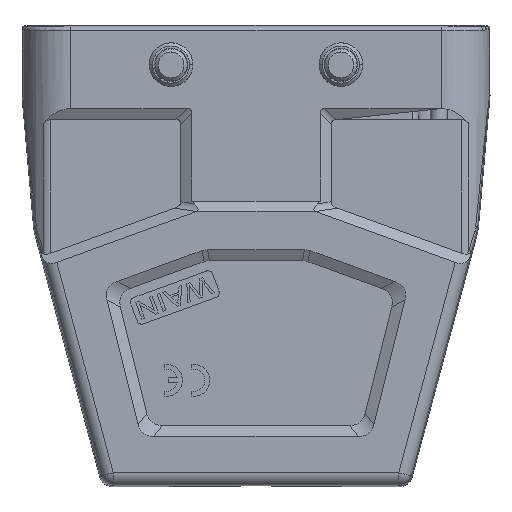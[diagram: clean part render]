
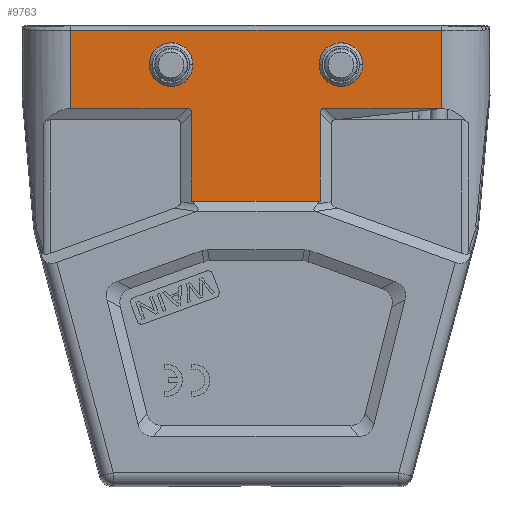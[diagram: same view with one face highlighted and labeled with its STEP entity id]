
A CAD part, front view. The second image highlights one B-rep face of the part: STEP entity #9763.
In plain terms, the highlighted planar face has unit normal (0, -1, 0).
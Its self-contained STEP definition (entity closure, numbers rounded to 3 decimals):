
#170=DIRECTION('',(0.,0.,-1.));
#171=VECTOR('',#170,12.217);
#172=CARTESIAN_POINT('',(-28.878,-21.5,
-0.783));
#173=LINE('',#172,#171);
#219=CARTESIAN_POINT('',(-28.878,-21.5,
-0.783));
#745=DIRECTION('',(0.,0.,1.));
#746=VECTOR('',#745,12.217);
#747=CARTESIAN_POINT('',(28.878,-21.5,-13.));
#748=LINE('',#747,#746);
#759=CARTESIAN_POINT('',(28.878,-21.5,
-0.783));
#774=DIRECTION('',(-1.,0.,0.));
#775=VECTOR('',#774,57.755);
#776=CARTESIAN_POINT('',(28.878,-21.5,
-0.783));
#777=LINE('',#776,#775);
#782=DIRECTION('',(-1.,0.,0.));
#783=VECTOR('',#782,18.128);
#784=CARTESIAN_POINT('',(28.878,-21.5,-13.));
#785=LINE('',#784,#783);
#786=CARTESIAN_POINT('',(10.75,-21.5,-13.));
#787=CARTESIAN_POINT('',(10.5,-21.5,-13.));
#788=CARTESIAN_POINT('',(10.138,-21.5,-13.138));
#789=CARTESIAN_POINT('',(10.,-21.5,-13.5));
#790=CARTESIAN_POINT('',(10.,-21.5,-13.75));
#792=DIRECTION('',(0.,0.,-1.));
#793=VECTOR('',#792,13.706);
#794=CARTESIAN_POINT('',(10.,-21.5,-13.75));
#795=LINE('',#794,#793);
#796=DIRECTION('',(0.,0.,1.));
#797=VECTOR('',#796,13.706);
#798=CARTESIAN_POINT('',(-10.,-21.5,-27.456));
#799=LINE('',#798,#797);
#800=CARTESIAN_POINT('',(-10.,-21.5,-13.75));
#801=CARTESIAN_POINT('',(-10.,-21.5,-13.5));
#802=CARTESIAN_POINT('',(-10.138,-21.5,-13.138));
#803=CARTESIAN_POINT('',(-10.5,-21.5,-13.));
#804=CARTESIAN_POINT('',(-10.75,-21.5,-13.));
#806=DIRECTION('',(-1.,0.,0.));
#807=VECTOR('',#806,18.128);
#808=CARTESIAN_POINT('',(-10.75,-21.5,-13.));
#809=LINE('',#808,#807);
#810=CARTESIAN_POINT('',(16.65,-21.5,-6.139));
#811=CARTESIAN_POINT('',(16.65,-21.5,-5.858));
#812=CARTESIAN_POINT('',(16.582,-21.5,-5.315));
#813=CARTESIAN_POINT('',(16.288,-21.5,-4.538));
#814=CARTESIAN_POINT('',(15.815,-21.5,-3.857));
#815=CARTESIAN_POINT('',(15.205,-21.5,-3.318));
#816=CARTESIAN_POINT('',(14.476,-21.5,-2.932));
#817=CARTESIAN_POINT('',(13.675,-21.5,-2.732));
#818=CARTESIAN_POINT('',(12.851,-21.5,-2.729));
#819=CARTESIAN_POINT('',(12.05,-21.5,-2.922));
#820=CARTESIAN_POINT('',(11.316,-21.5,-3.302));
#821=CARTESIAN_POINT('',(10.698,-21.5,-3.843));
#822=CARTESIAN_POINT('',(10.216,-21.5,-4.528));
#823=CARTESIAN_POINT('',(9.918,-21.5,-5.313));
#824=CARTESIAN_POINT('',(9.85,-21.5,-5.857));
#825=CARTESIAN_POINT('',(9.85,-21.5,-6.139));
#827=CARTESIAN_POINT('',(9.85,-21.5,-6.139));
#828=CARTESIAN_POINT('',(9.85,-21.5,-6.42));
#829=CARTESIAN_POINT('',(9.918,-21.5,-6.963));
#830=CARTESIAN_POINT('',(10.212,-21.5,-7.74));
#831=CARTESIAN_POINT('',(10.685,-21.5,-8.42));
#832=CARTESIAN_POINT('',(11.295,-21.5,-8.96));
#833=CARTESIAN_POINT('',(12.024,-21.5,-9.346));
#834=CARTESIAN_POINT('',(12.825,-21.5,-9.546));
#835=CARTESIAN_POINT('',(13.649,-21.5,-9.549));
#836=CARTESIAN_POINT('',(14.45,-21.5,-9.356));
#837=CARTESIAN_POINT('',(15.184,-21.5,-8.975));
#838=CARTESIAN_POINT('',(15.802,-21.5,-8.435));
#839=CARTESIAN_POINT('',(16.284,-21.5,-7.749));
#840=CARTESIAN_POINT('',(16.582,-21.5,-6.965));
#841=CARTESIAN_POINT('',(16.65,-21.5,-6.42));
#842=CARTESIAN_POINT('',(16.65,-21.5,-6.139));
#844=CARTESIAN_POINT('',(-9.85,-21.5,-6.139));
#845=CARTESIAN_POINT('',(-9.85,-21.5,-5.858));
#846=CARTESIAN_POINT('',(-9.918,-21.5,-5.315));
#847=CARTESIAN_POINT('',(-10.212,-21.5,-4.538));
#848=CARTESIAN_POINT('',(-10.685,-21.5,-3.857));
#849=CARTESIAN_POINT('',(-11.295,-21.5,-3.318));
#850=CARTESIAN_POINT('',(-12.024,-21.5,-2.932));
#851=CARTESIAN_POINT('',(-12.825,-21.5,-2.732));
#852=CARTESIAN_POINT('',(-13.649,-21.5,-2.729));
#853=CARTESIAN_POINT('',(-14.45,-21.5,-2.922));
#854=CARTESIAN_POINT('',(-15.184,-21.5,-3.302));
#855=CARTESIAN_POINT('',(-15.802,-21.5,-3.843));
#856=CARTESIAN_POINT('',(-16.284,-21.5,-4.528));
#857=CARTESIAN_POINT('',(-16.582,-21.5,-5.313));
#858=CARTESIAN_POINT('',(-16.65,-21.5,-5.857));
#859=CARTESIAN_POINT('',(-16.65,-21.5,-6.139));
#861=CARTESIAN_POINT('',(-16.65,-21.5,-6.139));
#862=CARTESIAN_POINT('',(-16.65,-21.5,-6.42));
#863=CARTESIAN_POINT('',(-16.582,-21.5,-6.963));
#864=CARTESIAN_POINT('',(-16.288,-21.5,-7.74));
#865=CARTESIAN_POINT('',(-15.815,-21.5,-8.42));
#866=CARTESIAN_POINT('',(-15.205,-21.5,-8.96));
#867=CARTESIAN_POINT('',(-14.476,-21.5,-9.346));
#868=CARTESIAN_POINT('',(-13.675,-21.5,-9.546));
#869=CARTESIAN_POINT('',(-12.851,-21.5,-9.549));
#870=CARTESIAN_POINT('',(-12.05,-21.5,-9.356));
#871=CARTESIAN_POINT('',(-11.316,-21.5,-8.975));
#872=CARTESIAN_POINT('',(-10.698,-21.5,-8.435));
#873=CARTESIAN_POINT('',(-10.216,-21.5,-7.749));
#874=CARTESIAN_POINT('',(-9.918,-21.5,-6.965));
#875=CARTESIAN_POINT('',(-9.85,-21.5,-6.42));
#876=CARTESIAN_POINT('',(-9.85,-21.5,-6.139));
#878=CARTESIAN_POINT('',(28.878,-21.5,-13.));
#943=DIRECTION('',(1.,0.,0.));
#944=VECTOR('',#943,20.);
#945=CARTESIAN_POINT('',(-10.,-21.5,-27.456));
#946=LINE('',#945,#944);
#7135=VERTEX_POINT('',#219);
#7137=CARTESIAN_POINT('',(-28.878,-21.5,-13.));
#7138=VERTEX_POINT('',#7137);
#7234=VERTEX_POINT('',#759);
#7238=VERTEX_POINT('',#878);
#7242=CARTESIAN_POINT('',(10.75,-21.5,-13.));
#7243=VERTEX_POINT('',#7242);
#7244=VERTEX_POINT('',#790);
#7245=CARTESIAN_POINT('',(10.,-21.5,-27.456));
#7246=VERTEX_POINT('',#7245);
#7247=CARTESIAN_POINT('',(-10.,-21.5,-27.456));
#7248=VERTEX_POINT('',#7247);
#7249=CARTESIAN_POINT('',(-10.,-21.5,-13.75));
#7250=VERTEX_POINT('',#7249);
#7251=VERTEX_POINT('',#804);
#7252=VERTEX_POINT('',#810);
#7253=VERTEX_POINT('',#825);
#7254=VERTEX_POINT('',#844);
#7255=VERTEX_POINT('',#859);
#9727=CARTESIAN_POINT('',(0.,-21.5,0.));
#9728=DIRECTION('',(0.,1.,0.));
#9729=DIRECTION('',(-1.,0.,0.));
#9730=AXIS2_PLACEMENT_3D('',#9727,#9728,#9729);
#9731=PLANE('',#9730);
#9732=ORIENTED_EDGE('',*,*,#9718,.F.);
#9733=ORIENTED_EDGE('',*,*,#9693,.F.);
#9735=ORIENTED_EDGE('',*,*,#9734,.T.);
#9737=ORIENTED_EDGE('',*,*,#9736,.T.);
#9739=ORIENTED_EDGE('',*,*,#9738,.T.);
#9741=ORIENTED_EDGE('',*,*,#9740,.F.);
#9743=ORIENTED_EDGE('',*,*,#9742,.T.);
#9745=ORIENTED_EDGE('',*,*,#9744,.T.);
#9747=ORIENTED_EDGE('',*,*,#9746,.T.);
#9748=ORIENTED_EDGE('',*,*,#8736,.F.);
#9749=EDGE_LOOP('',(#9732,#9733,#9735,#9737,#9739,#9741,#9743,#9745,#9747,
#9748));
#9750=FACE_OUTER_BOUND('',#9749,.F.);
#9752=ORIENTED_EDGE('',*,*,#9751,.T.);
#9754=ORIENTED_EDGE('',*,*,#9753,.T.);
#9755=EDGE_LOOP('',(#9752,#9754));
#9756=FACE_BOUND('',#9755,.F.);
#9758=ORIENTED_EDGE('',*,*,#9757,.T.);
#9760=ORIENTED_EDGE('',*,*,#9759,.T.);
#9761=EDGE_LOOP('',(#9758,#9760));
#9762=FACE_BOUND('',#9761,.F.);
#9763=ADVANCED_FACE('',(#9750,#9756,#9762),#9731,.F.);
#791=B_SPLINE_CURVE_WITH_KNOTS('',3,(#786,#787,#788,#789,#790),.UNSPECIFIED.,
.F.,.F.,(4,1,4),(0.,0.5,1.),.UNSPECIFIED.);
#805=B_SPLINE_CURVE_WITH_KNOTS('',3,(#800,#801,#802,#803,#804),.UNSPECIFIED.,
.F.,.F.,(4,1,4),(0.,0.5,1.),.UNSPECIFIED.);
#826=B_SPLINE_CURVE_WITH_KNOTS('',3,(#810,#811,#812,#813,#814,#815,#816,#817,
#818,#819,#820,#821,#822,#823,#824,#825),.UNSPECIFIED.,.F.,.F.,(4,1,1,1,1,1,1,1,
1,1,1,1,1,4),(0.,0.077,0.154,0.231,
0.308,0.385,0.462,0.538,
0.615,0.692,0.769,0.846,
0.923,1.),.UNSPECIFIED.);
#843=B_SPLINE_CURVE_WITH_KNOTS('',3,(#827,#828,#829,#830,#831,#832,#833,#834,
#835,#836,#837,#838,#839,#840,#841,#842),.UNSPECIFIED.,.F.,.F.,(4,1,1,1,1,1,1,1,
1,1,1,1,1,4),(0.,0.077,0.154,0.231,
0.308,0.385,0.462,0.538,
0.615,0.692,0.769,0.846,
0.923,1.),.UNSPECIFIED.);
#860=B_SPLINE_CURVE_WITH_KNOTS('',3,(#844,#845,#846,#847,#848,#849,#850,#851,
#852,#853,#854,#855,#856,#857,#858,#859),.UNSPECIFIED.,.F.,.F.,(4,1,1,1,1,1,1,1,
1,1,1,1,1,4),(0.,0.077,0.154,0.231,
0.308,0.385,0.462,0.538,
0.615,0.692,0.769,0.846,
0.923,1.),.UNSPECIFIED.);
#877=B_SPLINE_CURVE_WITH_KNOTS('',3,(#861,#862,#863,#864,#865,#866,#867,#868,
#869,#870,#871,#872,#873,#874,#875,#876),.UNSPECIFIED.,.F.,.F.,(4,1,1,1,1,1,1,1,
1,1,1,1,1,4),(0.,0.077,0.154,0.231,
0.308,0.385,0.462,0.538,
0.615,0.692,0.769,0.846,
0.923,1.),.UNSPECIFIED.);
#8736=EDGE_CURVE('',#7135,#7138,#173,.T.);
#9693=EDGE_CURVE('',#7238,#7234,#748,.T.);
#9718=EDGE_CURVE('',#7234,#7135,#777,.T.);
#9734=EDGE_CURVE('',#7238,#7243,#785,.T.);
#9736=EDGE_CURVE('',#7243,#7244,#791,.T.);
#9738=EDGE_CURVE('',#7244,#7246,#795,.T.);
#9740=EDGE_CURVE('',#7248,#7246,#946,.T.);
#9742=EDGE_CURVE('',#7248,#7250,#799,.T.);
#9744=EDGE_CURVE('',#7250,#7251,#805,.T.);
#9746=EDGE_CURVE('',#7251,#7138,#809,.T.);
#9751=EDGE_CURVE('',#7252,#7253,#826,.T.);
#9753=EDGE_CURVE('',#7253,#7252,#843,.T.);
#9757=EDGE_CURVE('',#7254,#7255,#860,.T.);
#9759=EDGE_CURVE('',#7255,#7254,#877,.T.);
